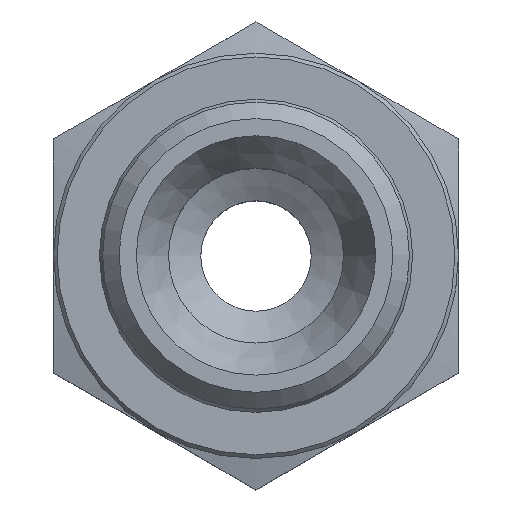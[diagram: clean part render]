
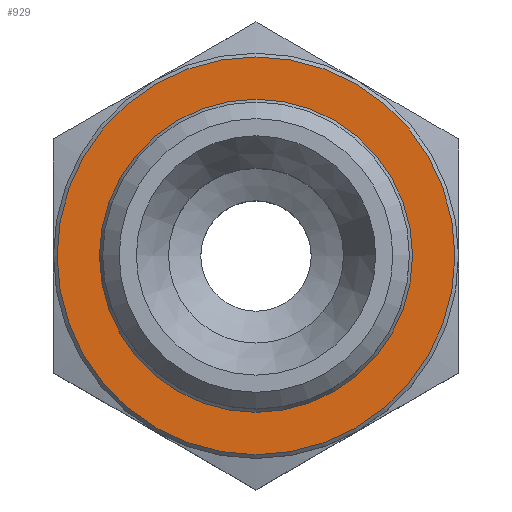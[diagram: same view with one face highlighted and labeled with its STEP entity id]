
A CAD part, top view. The second image highlights one B-rep face of the part: STEP entity #929.
In plain terms, the highlighted planar face has unit normal (0, 0, 1).
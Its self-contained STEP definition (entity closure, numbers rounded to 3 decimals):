
#870=CARTESIAN_POINT('',(10.8,0.,20.5));
#871=VERTEX_POINT('',#870);
#872=CARTESIAN_POINT('',(0.,0.,20.5));
#873=DIRECTION('',(0.0,0.0,-1.0));
#874=DIRECTION('',(-1.0,0.0,0.0));
#875=AXIS2_PLACEMENT_3D('',#872,#873,#874);
#876=CIRCLE('',#875,10.8);
#877=EDGE_CURVE('',#871,#871,#876,.T.);
#910=CARTESIAN_POINT('',(0.,0.,20.5));
#911=DIRECTION('',(0.0,0.0,-1.0));
#912=DIRECTION('',(-1.0,0.0,0.0));
#913=AXIS2_PLACEMENT_3D('',#910,#911,#912);
#914=PLANE('',#913);
#915=ORIENTED_EDGE('',*,*,#877,.F.);
#916=EDGE_LOOP('',(#915));
#917=FACE_OUTER_BOUND('',#916,.T.);
#918=CARTESIAN_POINT('',(0.0,8.5,20.5));
#919=VERTEX_POINT('',#918);
#920=CARTESIAN_POINT('',(0.0,0.0,20.5));
#921=DIRECTION('',(0.0,0.0,-1.0));
#922=DIRECTION('',(0.0,1.0,0.0));
#923=AXIS2_PLACEMENT_3D('',#920,#921,#922);
#924=CIRCLE('',#923,8.5);
#925=EDGE_CURVE('',#919,#919,#924,.T.);
#926=ORIENTED_EDGE('',*,*,#925,.T.);
#927=EDGE_LOOP('',(#926));
#928=FACE_BOUND('',#927,.T.);
#929=ADVANCED_FACE('',(#917,#928),#914,.F.);
